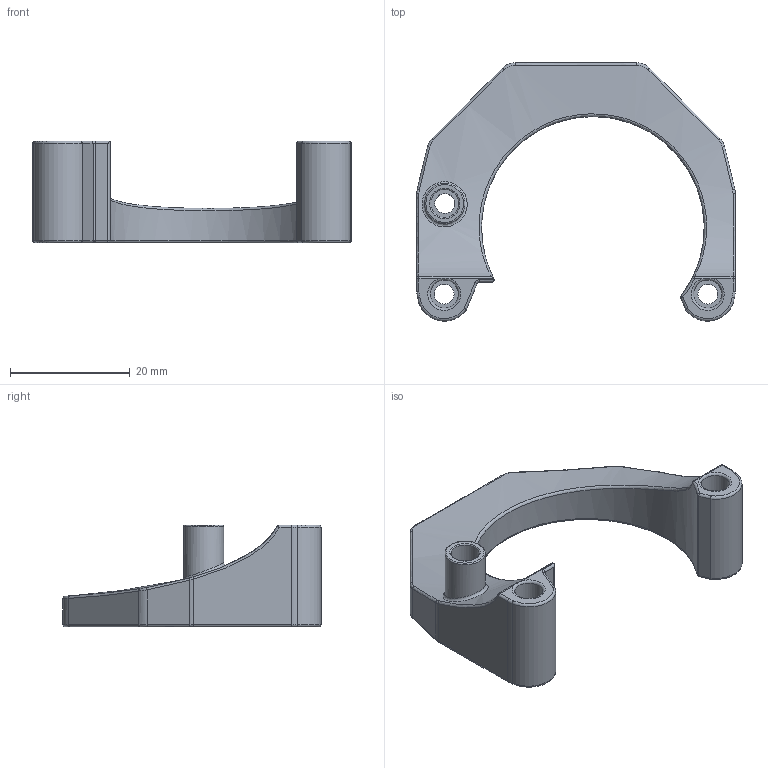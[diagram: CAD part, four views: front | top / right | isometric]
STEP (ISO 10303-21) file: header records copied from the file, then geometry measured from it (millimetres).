
FILE_DESCRIPTION(/* description */ ('','CAx-IF Rec.Pracs.---Representation and Presentation of Product Manufacturing Information (PMI)---4.0---2014-10-13'),/* implementation_level */ '2;1');
FILE_NAME(/* name */ 'OrbiterMount.step',/* time_stamp */ '2024-12-16T10:52:44-05:00',/* author */ (''),/* organization */ (''),/* preprocessor_version */ 'ST-DEVELOPER v20',/* originating_system */ 'Autodesk Translation Framework v13.20.0.188',/* authorisation */ '');
FILE_SCHEMA (('AP242_MANAGED_MODEL_BASED_3D_ENGINEERING_MIM_LF { 1 0 10303 442 1 1 4 }'));
Length unit declared in the file: millimetre
Products named in the file (1): OrbiterMount
Bounding box: 53.24 x 43.11 x 17 mm (x, y, z)
Volume: 7835.9 mm3; surface area: 4792.5 mm2
Topology: 1 solids, 1 shells, 158 faces, 373 edges, 219 vertices
Faces by surface type: plane 62, cylinder 44, torus 25, bspline 17, sphere 10
Full cylindrical faces by diameter (mm): 3.3 x3, 4.7 x7, 6.7 x1
Entity records: 5298 total; most frequent: CARTESIAN_POINT 1684, DIRECTION 759, ORIENTED_EDGE 744, EDGE_CURVE 372, AXIS2_PLACEMENT_3D 297, VERTEX_POINT 219, EDGE_LOOP 167, LINE 165
